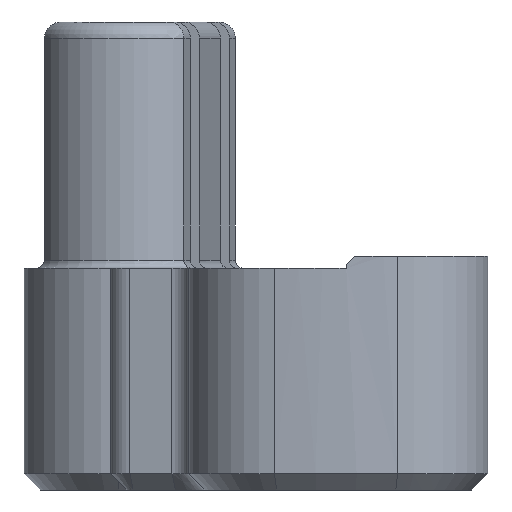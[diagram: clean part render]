
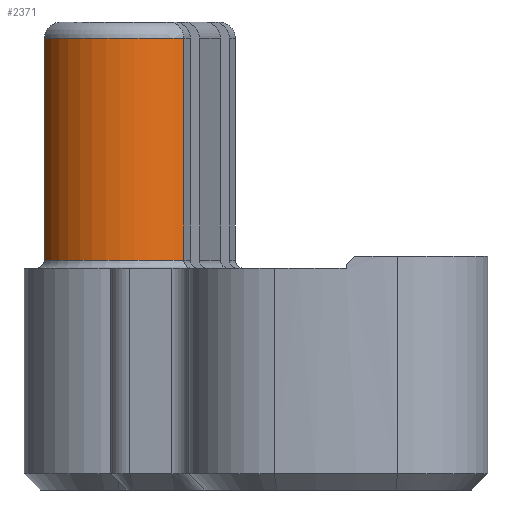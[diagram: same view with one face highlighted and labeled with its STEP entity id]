
A CAD part, left-side view. The second image highlights one B-rep face of the part: STEP entity #2371.
In plain terms, the highlighted cylindrical face has radius 10.5 mm (diameter 21 mm), a partial arc.
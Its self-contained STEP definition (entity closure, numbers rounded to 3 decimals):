
#81=CYLINDRICAL_SURFACE('',#2599,10.5);
#143=CIRCLE('',#2542,10.5);
#154=CIRCLE('',#2593,10.5);
#244=FACE_OUTER_BOUND('',#380,.T.);
#380=EDGE_LOOP('',(#1980,#1981,#1982,#1983));
#613=LINE('',#4021,#865);
#614=LINE('',#4023,#866);
#865=VECTOR('',#3168,10.);
#866=VECTOR('',#3171,10.);
#1076=VERTEX_POINT('',#3725);
#1077=VERTEX_POINT('',#3742);
#1133=VERTEX_POINT('',#3948);
#1135=VERTEX_POINT('',#3967);
#1348=EDGE_CURVE('',#1076,#1077,#143,.T.);
#1436=EDGE_CURVE('',#1135,#1133,#154,.T.);
#1443=EDGE_CURVE('',#1076,#1133,#613,.T.);
#1444=EDGE_CURVE('',#1077,#1135,#614,.T.);
#1980=ORIENTED_EDGE('',*,*,#1348,.F.);
#1981=ORIENTED_EDGE('',*,*,#1443,.T.);
#1982=ORIENTED_EDGE('',*,*,#1436,.F.);
#1983=ORIENTED_EDGE('',*,*,#1444,.F.);
#2371=ADVANCED_FACE('',(#244),#81,.T.);
#2542=AXIS2_PLACEMENT_3D('',#3743,#2991,#2992);
#2593=AXIS2_PLACEMENT_3D('',#3982,#3153,#3154);
#2599=AXIS2_PLACEMENT_3D('',#4022,#3169,#3170);
#2991=DIRECTION('center_axis',(0.,0.,-1.));
#2992=DIRECTION('ref_axis',(-0.976,0.218,0.));
#3153=DIRECTION('center_axis',(0.,0.,1.));
#3154=DIRECTION('ref_axis',(-0.976,0.218,0.));
#3168=DIRECTION('',(0.,0.,1.));
#3169=DIRECTION('center_axis',(0.,0.,1.));
#3170=DIRECTION('ref_axis',(-0.364,0.931,0.));
#3171=DIRECTION('',(0.,0.,1.));
#3725=CARTESIAN_POINT('',(42.621,9.035,28.));
#3742=CARTESIAN_POINT('',(46.425,26.028,28.));
#3743=CARTESIAN_POINT('Origin',(50.25,16.25,28.));
#3948=CARTESIAN_POINT('',(42.621,9.035,55.));
#3967=CARTESIAN_POINT('',(46.425,26.028,55.));
#3982=CARTESIAN_POINT('Origin',(50.25,16.25,55.));
#4021=CARTESIAN_POINT('',(42.621,9.035,0.));
#4022=CARTESIAN_POINT('Origin',(50.25,16.25,0.));
#4023=CARTESIAN_POINT('',(46.425,26.028,0.));
